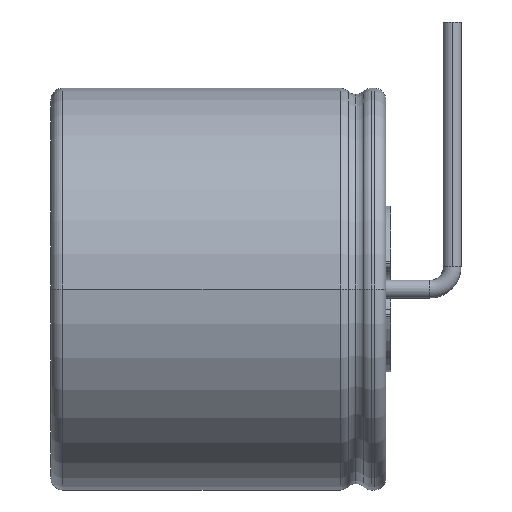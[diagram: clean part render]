
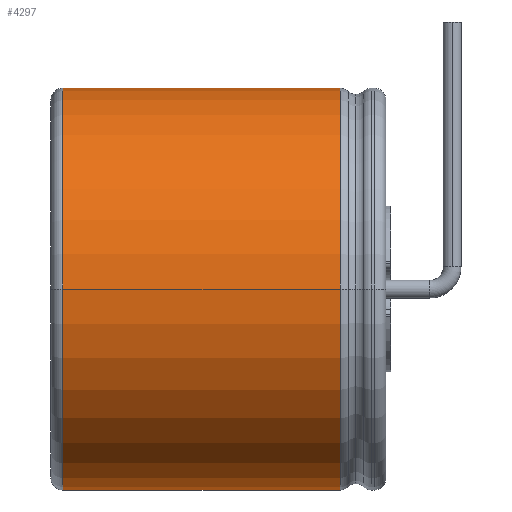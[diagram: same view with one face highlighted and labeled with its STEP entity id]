
A CAD part, left-side view. The second image highlights one B-rep face of the part: STEP entity #4297.
In plain terms, the highlighted cylindrical face has radius 9.025 mm (diameter 18.051 mm), a partial arc.
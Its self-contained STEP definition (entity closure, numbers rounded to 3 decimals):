
#183 = CARTESIAN_POINT ( 'NONE',  ( 0., 2.52, -9.025 ) ) ;
#299 = VECTOR ( 'NONE', #602, 1000. ) ;
#354 = AXIS2_PLACEMENT_3D ( 'NONE', #1281, #4623, #2415 ) ;
#369 = CARTESIAN_POINT ( 'NONE',  ( 0., 2.52, 9.025 ) ) ;
#491 = CARTESIAN_POINT ( 'NONE',  ( 0., 12.922, 9.025 ) ) ;
#591 = EDGE_LOOP ( 'NONE', ( #3842, #1346, #1827, #1142 ) ) ;
#602 = DIRECTION ( 'NONE',  ( 0., 1., 0. ) ) ;
#848 = DIRECTION ( 'NONE',  ( 1., 0., 0. ) ) ;
#1142 = ORIENTED_EDGE ( 'NONE', *, *, #3689, .F. ) ;
#1281 = CARTESIAN_POINT ( 'NONE',  ( 0., 15., 0. ) ) ;
#1346 = ORIENTED_EDGE ( 'NONE', *, *, #3878, .F. ) ;
#1407 = VECTOR ( 'NONE', #4218, 1000. ) ;
#1480 = AXIS2_PLACEMENT_3D ( 'NONE', #4197, #1969, #848 ) ;
#1634 = VERTEX_POINT ( 'NONE', #2302 ) ;
#1774 = EDGE_CURVE ( 'NONE', #2064, #2223, #4787, .T. ) ;
#1775 = DIRECTION ( 'NONE',  ( 0., -1., 0. ) ) ;
#1827 = ORIENTED_EDGE ( 'NONE', *, *, #1774, .F. ) ;
#1969 = DIRECTION ( 'NONE',  ( 0., 1., 0. ) ) ;
#2064 = VERTEX_POINT ( 'NONE', #369 ) ;
#2223 = VERTEX_POINT ( 'NONE', #183 ) ;
#2302 = CARTESIAN_POINT ( 'NONE',  ( 0., 15., 9.025 ) ) ;
#2415 = DIRECTION ( 'NONE',  ( 1., 0., 0. ) ) ;
#2444 = FACE_OUTER_BOUND ( 'NONE', #591, .T. ) ;
#2761 = CARTESIAN_POINT ( 'NONE',  ( 0., 12.922, -9.025 ) ) ;
#2773 = CIRCLE ( 'NONE', #354, 9.025 ) ;
#2931 = CYLINDRICAL_SURFACE ( 'NONE', #1480, 9.025 ) ;
#2970 = VERTEX_POINT ( 'NONE', #3009 ) ;
#3009 = CARTESIAN_POINT ( 'NONE',  ( 0., 15., -9.025 ) ) ;
#3480 = LINE ( 'NONE', #2761, #299 ) ;
#3648 = LINE ( 'NONE', #491, #1407 ) ;
#3689 = EDGE_CURVE ( 'NONE', #1634, #2064, #3648, .T. ) ;
#3842 = ORIENTED_EDGE ( 'NONE', *, *, #3850, .T. ) ;
#3850 = EDGE_CURVE ( 'NONE', #1634, #2970, #2773, .T. ) ;
#3878 = EDGE_CURVE ( 'NONE', #2223, #2970, #3480, .T. ) ;
#3989 = CARTESIAN_POINT ( 'NONE',  ( 0., 2.52, 0. ) ) ;
#4197 = CARTESIAN_POINT ( 'NONE',  ( 0., 12.922, 0. ) ) ;
#4218 = DIRECTION ( 'NONE',  ( 0., -1., 0. ) ) ;
#4297 = ADVANCED_FACE ( 'NONE', ( #2444 ), #2931, .T. ) ;
#4623 = DIRECTION ( 'NONE',  ( 0., -1., 0. ) ) ;
#4679 = AXIS2_PLACEMENT_3D ( 'NONE', #3989, #1775, #4699 ) ;
#4699 = DIRECTION ( 'NONE',  ( 1., 0., 0. ) ) ;
#4787 = CIRCLE ( 'NONE', #4679, 9.025 ) ;
